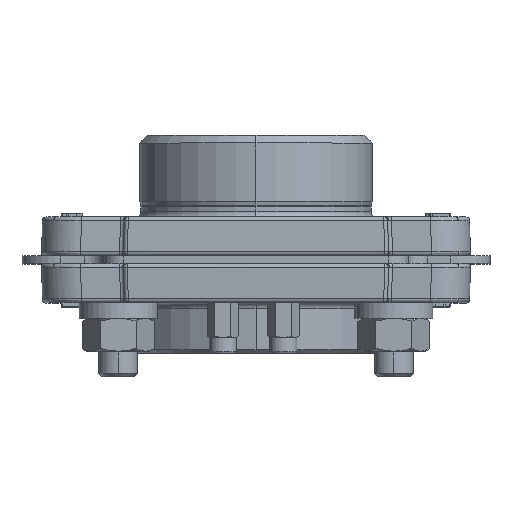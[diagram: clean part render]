
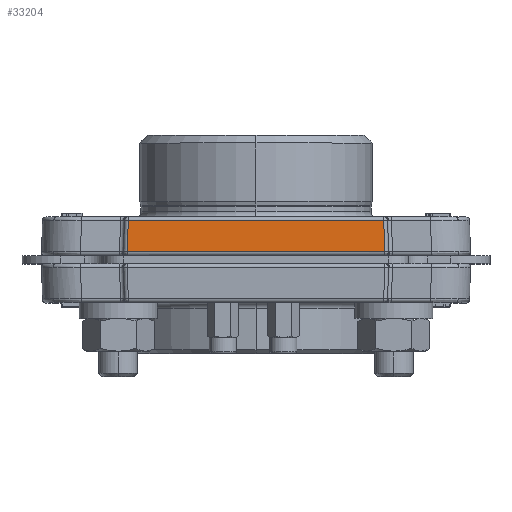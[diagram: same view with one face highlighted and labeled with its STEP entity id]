
A CAD part, top view. The second image highlights one B-rep face of the part: STEP entity #33204.
In plain terms, the highlighted planar face has unit normal (0, 0.026, 1).
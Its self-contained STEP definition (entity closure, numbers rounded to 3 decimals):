
#3643 = EDGE_CURVE ( 'NONE', #17917, #17751, #149912, .T. ) ;
#4076 = EDGE_CURVE ( 'NONE', #17718, #17715, #150501, .T. ) ;
#6371 = AXIS2_PLACEMENT_3D ( 'NONE', #86237, #113378, #113379 ) ;
#11211 = CARTESIAN_POINT ( 'NONE',  ( 33., 1.026, 81.973 ) ) ;
#11227 = DIRECTION ( 'NONE',  ( 1., 0., 0. ) ) ;
#12497 = CARTESIAN_POINT ( 'NONE',  ( -34., 9.026, 81.764 ) ) ;
#12512 = DIRECTION ( 'NONE',  ( -1., 0., 0. ) ) ;
#17715 = VERTEX_POINT ( 'NONE', #129410 ) ;
#17718 = VERTEX_POINT ( 'NONE', #129419 ) ;
#17751 = VERTEX_POINT ( 'NONE', #129503 ) ;
#17917 = VERTEX_POINT ( 'NONE', #129936 ) ;
#26398 = ORIENTED_EDGE ( 'NONE', *, *, #4076, .T. ) ;
#26846 = ORIENTED_EDGE ( 'NONE', *, *, #3643, .T. ) ;
#26865 = ORIENTED_EDGE ( 'NONE', *, *, #161130, .T. ) ;
#27998 = ORIENTED_EDGE ( 'NONE', *, *, #161019, .T. ) ;
#33204 = ADVANCED_FACE ( 'NONE', ( #112727 ), #86244, .T. ) ;
#35172 = DIRECTION ( 'NONE',  ( -0.026, 0.999, -0.026 ) ) ;
#35192 = CARTESIAN_POINT ( 'NONE',  ( 32.954, 1.752, 81.954 ) ) ;
#86237 = CARTESIAN_POINT ( 'NONE',  ( -34., 0., 82. ) ) ;
#86244 = PLANE ( 'NONE',  #6371 ) ;
#95840 = VECTOR ( 'NONE', #11227, 1000. ) ;
#95847 = LINE ( 'NONE', #11211, #95840 ) ;
#96032 = VECTOR ( 'NONE', #12512, 1000. ) ;
#96053 = LINE ( 'NONE', #12497, #96032 ) ;
#112727 = FACE_OUTER_BOUND ( 'NONE', #146363, .T. ) ;
#113378 = DIRECTION ( 'NONE',  ( 0., 0.026, 1. ) ) ;
#113379 = DIRECTION ( 'NONE',  ( 0., -1., 0.026 ) ) ;
#129410 = CARTESIAN_POINT ( 'NONE',  ( -32.973, 1.026, 81.973 ) ) ;
#129419 = CARTESIAN_POINT ( 'NONE',  ( -32.764, 9.026, 81.764 ) ) ;
#129503 = CARTESIAN_POINT ( 'NONE',  ( 32.764, 9.026, 81.764 ) ) ;
#129936 = CARTESIAN_POINT ( 'NONE',  ( 32.973, 1.026, 81.973 ) ) ;
#146363 = EDGE_LOOP ( 'NONE', ( #26398, #27998, #26846, #26865 ) ) ;
#148311 = CARTESIAN_POINT ( 'NONE',  ( -33.001, -0.026, 82.001 ) ) ;
#148313 = DIRECTION ( 'NONE',  ( -0.026, -0.999, 0.026 ) ) ;
#149912 = LINE ( 'NONE', #35192, #149922 ) ;
#149922 = VECTOR ( 'NONE', #35172, 1000. ) ;
#150501 = LINE ( 'NONE', #148311, #150504 ) ;
#150504 = VECTOR ( 'NONE', #148313, 1000. ) ;
#161019 = EDGE_CURVE ( 'NONE', #17715, #17917, #95847, .T. ) ;
#161130 = EDGE_CURVE ( 'NONE', #17751, #17718, #96053, .T. ) ;
